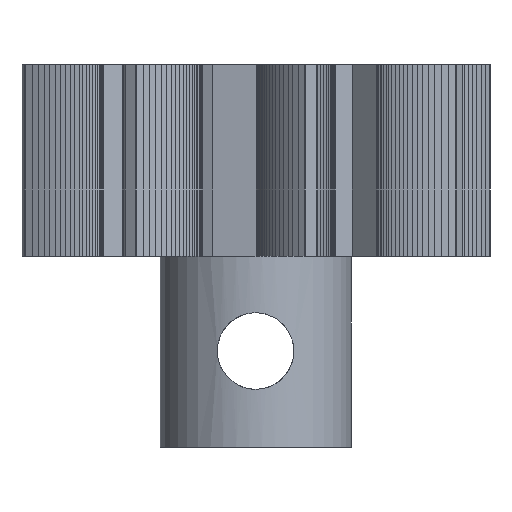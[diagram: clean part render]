
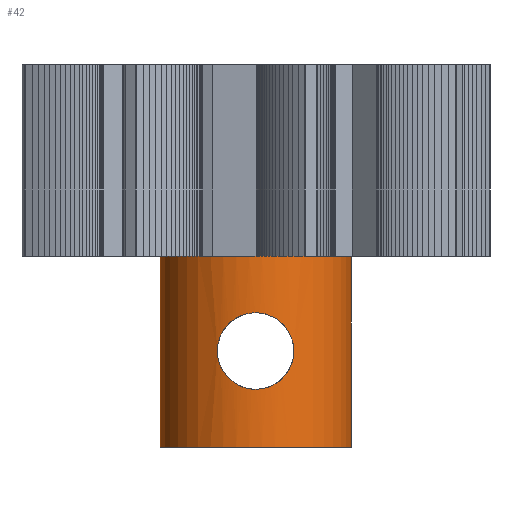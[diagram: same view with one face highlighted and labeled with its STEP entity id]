
A CAD part, front view. The second image highlights one B-rep face of the part: STEP entity #42.
In plain terms, the highlighted cylindrical face has radius 5 mm (diameter 10 mm), a partial arc.
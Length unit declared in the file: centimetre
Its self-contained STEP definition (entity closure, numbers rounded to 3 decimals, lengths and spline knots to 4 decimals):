
#42=ADVANCED_FACE('',(#462,#451),#7451,.T.);
#451=FACE_BOUND('',#882,.T.);
#462=FACE_OUTER_BOUND('',#881,.T.);
#881=EDGE_LOOP('',(#1342,#1343,#1344,#1345));
#882=EDGE_LOOP('',(#1346,#1347));
#1342=ORIENTED_EDGE('',*,*,#3787,.T.);
#1343=ORIENTED_EDGE('',*,*,#3760,.T.);
#1344=ORIENTED_EDGE('',*,*,#3788,.F.);
#1345=ORIENTED_EDGE('',*,*,#3786,.F.);
#1346=ORIENTED_EDGE('',*,*,#3772,.T.);
#1347=ORIENTED_EDGE('',*,*,#3790,.T.);
#3760=EDGE_CURVE('',#6231,#6232,#6224,.T.);
#3772=EDGE_CURVE('',#6240,#6251,#5003,.T.);
#3786=EDGE_CURVE('',#6249,#6250,#6228,.T.);
#3787=EDGE_CURVE('',#6249,#6231,#6229,.T.);
#3788=EDGE_CURVE('',#6250,#6232,#6230,.T.);
#3790=EDGE_CURVE('',#6251,#6240,#5018,.T.);
#5003=B_SPLINE_CURVE_WITH_KNOTS('',3,(#8468,#8469,#8470,#8471,#8472,#8473,
#8474,#8475,#8476,#8477,#8478,#8479,#8480,#8481,#8482,#8483,#8484,#8485,
#8486,#8487,#8488,#8489),.UNSPECIFIED.,.F.,.F.,(4,2,2,2,3,3,2,2,2,4),(0.,
0.0799,0.1595,0.239,0.3189,
0.3197,0.3998,0.4796,0.5593,
0.6395),.UNSPECIFIED.);
#5018=B_SPLINE_CURVE_WITH_KNOTS('',3,(#8576,#8577,#8578,#8579,#8580,#8581,
#8582,#8583,#8584,#8585,#8586,#8587,#8588,#8589,#8590,#8591,#8592,#8593,
#8594,#8595,#8596,#8597),.UNSPECIFIED.,.F.,.F.,(4,2,2,2,3,3,2,2,2,4),(0.6395,
0.7196,0.7993,0.8791,0.9592,
0.96,1.0399,1.1195,1.199,1.2789),
 .UNSPECIFIED.);
#6224=(
BOUNDED_CURVE()
B_SPLINE_CURVE(1,(#8403,#8404),.UNSPECIFIED.,.F.,.F.)
B_SPLINE_CURVE_WITH_KNOTS((2,2),(0.,1.),.UNSPECIFIED.)
CURVE()
GEOMETRIC_REPRESENTATION_ITEM()
RATIONAL_B_SPLINE_CURVE((1.,1.))
REPRESENTATION_ITEM('')
);
#6228=(
BOUNDED_CURVE()
B_SPLINE_CURVE(1,(#8562,#8563),.UNSPECIFIED.,.F.,.F.)
B_SPLINE_CURVE_WITH_KNOTS((2,2),(0.,1.),.UNSPECIFIED.)
CURVE()
GEOMETRIC_REPRESENTATION_ITEM()
RATIONAL_B_SPLINE_CURVE((1.,1.))
REPRESENTATION_ITEM('')
);
#6229=(
BOUNDED_CURVE()
B_SPLINE_CURVE(2,(#8564,#8565,#8566,#8567,#8568),.UNSPECIFIED.,.F.,.F.)
B_SPLINE_CURVE_WITH_KNOTS((3,2,3),(1.5708,2.3562,3.1416),
 .UNSPECIFIED.)
CURVE()
GEOMETRIC_REPRESENTATION_ITEM()
RATIONAL_B_SPLINE_CURVE((1.,0.707,1.,0.707,1.))
REPRESENTATION_ITEM('')
);
#6230=(
BOUNDED_CURVE()
B_SPLINE_CURVE(2,(#8569,#8570,#8571,#8572,#8573),.UNSPECIFIED.,.F.,.F.)
B_SPLINE_CURVE_WITH_KNOTS((3,2,3),(1.5708,2.3562,3.1416),
 .UNSPECIFIED.)
CURVE()
GEOMETRIC_REPRESENTATION_ITEM()
RATIONAL_B_SPLINE_CURVE((1.,0.707,1.,0.707,1.))
REPRESENTATION_ITEM('')
);
#6231=VERTEX_POINT('',#8374);
#6232=VERTEX_POINT('',#8375);
#6240=VERTEX_POINT('',#8383);
#6249=VERTEX_POINT('',#8392);
#6250=VERTEX_POINT('',#8393);
#6251=VERTEX_POINT('',#8394);
#7451=CYLINDRICAL_SURFACE('',#7551,0.5);
#7551=AXIS2_PLACEMENT_3D('',#8371,#7952,$);
#7952=DIRECTION('',(0.,0.,1.));
#8371=CARTESIAN_POINT('',(50.,86.0718,0.5096));
#8374=CARTESIAN_POINT('',(50.5,86.0718,0.0096));
#8375=CARTESIAN_POINT('',(50.5,86.0718,1.0096));
#8383=CARTESIAN_POINT('',(50.1993,85.6132,0.5123));
#8392=CARTESIAN_POINT('',(49.5,86.0718,0.0096));
#8393=CARTESIAN_POINT('',(49.5,86.0718,1.0096));
#8394=CARTESIAN_POINT('',(49.7993,85.6139,0.5123));
#8403=CARTESIAN_POINT('',(50.5,86.0718,0.0096));
#8404=CARTESIAN_POINT('',(50.5,86.0718,1.0096));
#8468=CARTESIAN_POINT('',(50.1993,85.6132,0.5123));
#8469=CARTESIAN_POINT('',(50.1993,85.6132,0.4857));
#8470=CARTESIAN_POINT('',(50.194,85.6109,0.4597));
#8471=CARTESIAN_POINT('',(50.1739,85.6029,0.4113));
#8472=CARTESIAN_POINT('',(50.1592,85.5975,0.3895));
#8473=CARTESIAN_POINT('',(50.1227,85.5867,0.3528));
#8474=CARTESIAN_POINT('',(50.101,85.5815,0.3381));
#8475=CARTESIAN_POINT('',(50.0526,85.574,0.3178));
#8476=CARTESIAN_POINT('',(50.0266,85.5718,0.3124));
#8477=CARTESIAN_POINT('',(50.,85.5718,0.3123));
#8478=CARTESIAN_POINT('',(49.9998,85.5718,0.3123));
#8479=CARTESIAN_POINT('',(49.9995,85.5718,0.3123));
#8480=CARTESIAN_POINT('',(49.9993,85.5718,0.3123));
#8481=CARTESIAN_POINT('',(49.9726,85.5719,0.3123));
#8482=CARTESIAN_POINT('',(49.9465,85.5741,0.3176));
#8483=CARTESIAN_POINT('',(49.898,85.5817,0.3379));
#8484=CARTESIAN_POINT('',(49.8761,85.587,0.3526));
#8485=CARTESIAN_POINT('',(49.8395,85.5979,0.3892));
#8486=CARTESIAN_POINT('',(49.8248,85.6034,0.4111));
#8487=CARTESIAN_POINT('',(49.8046,85.6115,0.4595));
#8488=CARTESIAN_POINT('',(49.7993,85.6139,0.4856));
#8489=CARTESIAN_POINT('',(49.7993,85.6139,0.5123));
#8562=CARTESIAN_POINT('',(49.5,86.0718,0.0096));
#8563=CARTESIAN_POINT('',(49.5,86.0718,1.0096));
#8564=CARTESIAN_POINT('',(49.5,86.0718,0.0096));
#8565=CARTESIAN_POINT('',(49.5,85.5718,0.0096));
#8566=CARTESIAN_POINT('',(50.,85.5718,0.0096));
#8567=CARTESIAN_POINT('',(50.5,85.5718,0.0096));
#8568=CARTESIAN_POINT('',(50.5,86.0718,0.0096));
#8569=CARTESIAN_POINT('',(49.5,86.0718,1.0096));
#8570=CARTESIAN_POINT('',(49.5,85.5718,1.0096));
#8571=CARTESIAN_POINT('',(50.,85.5718,1.0096));
#8572=CARTESIAN_POINT('',(50.5,85.5718,1.0096));
#8573=CARTESIAN_POINT('',(50.5,86.0718,1.0096));
#8576=CARTESIAN_POINT('',(49.7993,85.6139,0.5123));
#8577=CARTESIAN_POINT('',(49.7993,85.6139,0.5389));
#8578=CARTESIAN_POINT('',(49.8046,85.6115,0.5651));
#8579=CARTESIAN_POINT('',(49.8248,85.6034,0.6135));
#8580=CARTESIAN_POINT('',(49.8395,85.5979,0.6353));
#8581=CARTESIAN_POINT('',(49.8761,85.587,0.672));
#8582=CARTESIAN_POINT('',(49.898,85.5817,0.6867));
#8583=CARTESIAN_POINT('',(49.9465,85.5741,0.707));
#8584=CARTESIAN_POINT('',(49.9726,85.5719,0.7123));
#8585=CARTESIAN_POINT('',(49.9993,85.5718,0.7123));
#8586=CARTESIAN_POINT('',(49.9995,85.5718,0.7123));
#8587=CARTESIAN_POINT('',(49.9998,85.5718,0.7123));
#8588=CARTESIAN_POINT('',(50.,85.5718,0.7123));
#8589=CARTESIAN_POINT('',(50.0266,85.5718,0.7122));
#8590=CARTESIAN_POINT('',(50.0526,85.574,0.7068));
#8591=CARTESIAN_POINT('',(50.101,85.5815,0.6865));
#8592=CARTESIAN_POINT('',(50.1227,85.5867,0.6717));
#8593=CARTESIAN_POINT('',(50.1592,85.5975,0.6351));
#8594=CARTESIAN_POINT('',(50.1739,85.6029,0.6133));
#8595=CARTESIAN_POINT('',(50.194,85.6109,0.5649));
#8596=CARTESIAN_POINT('',(50.1993,85.6132,0.5389));
#8597=CARTESIAN_POINT('',(50.1993,85.6132,0.5123));
